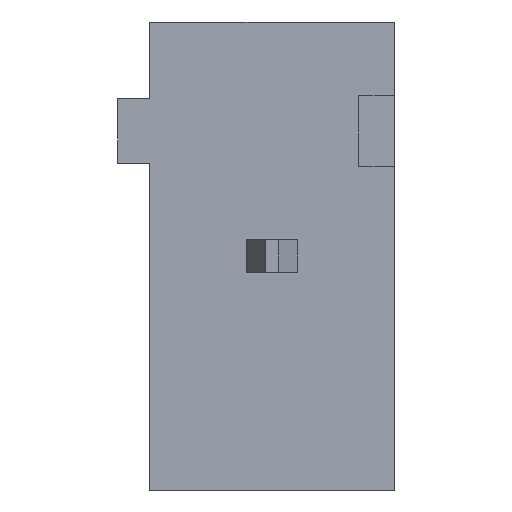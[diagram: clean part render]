
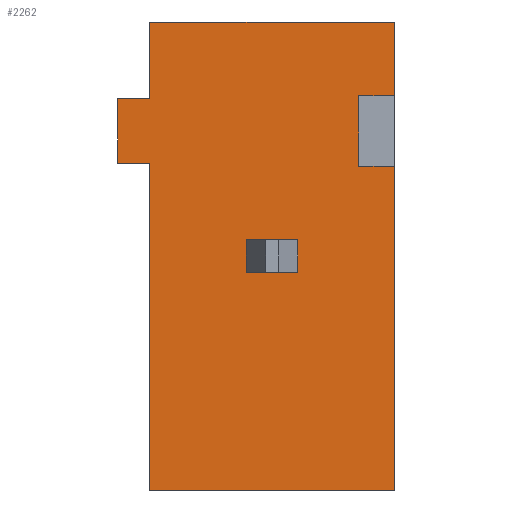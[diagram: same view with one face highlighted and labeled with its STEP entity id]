
A CAD part, front view. The second image highlights one B-rep face of the part: STEP entity #2262.
In plain terms, the highlighted planar face has unit normal (0, -1, 0).
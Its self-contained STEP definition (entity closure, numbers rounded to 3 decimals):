
#14 = CARTESIAN_POINT ( 'NONE',  ( 3.81, 0., -7.3 ) ) ;
#33 = EDGE_CURVE ( 'NONE', #1412, #2509, #923, .T. ) ;
#53 = LINE ( 'NONE', #1947, #2001 ) ;
#70 = CARTESIAN_POINT ( 'NONE',  ( 2.305, 0., -3.9 ) ) ;
#74 = ORIENTED_EDGE ( 'NONE', *, *, #263, .F. ) ;
#99 = ORIENTED_EDGE ( 'NONE', *, *, #2083, .F. ) ;
#134 = CARTESIAN_POINT ( 'NONE',  ( 0., 0., -2.2 ) ) ;
#159 = EDGE_CURVE ( 'NONE', #1598, #2420, #2036, .T. ) ;
#163 = EDGE_CURVE ( 'NONE', #1412, #356, #1420, .T. ) ;
#178 = VERTEX_POINT ( 'NONE', #1127 ) ;
#229 = CARTESIAN_POINT ( 'NONE',  ( 2.305, 0., -3.4 ) ) ;
#261 = VERTEX_POINT ( 'NONE', #1114 ) ;
#263 = EDGE_CURVE ( 'NONE', #1470, #1605, #53, .T. ) ;
#291 = CARTESIAN_POINT ( 'NONE',  ( 2.305, 0., -3.4 ) ) ;
#317 = DIRECTION ( 'NONE',  ( -1., 0., 0. ) ) ;
#346 = VECTOR ( 'NONE', #857, 1000. ) ;
#356 = VERTEX_POINT ( 'NONE', #556 ) ;
#363 = CARTESIAN_POINT ( 'NONE',  ( 3.81, 0., -1.15 ) ) ;
#370 = VECTOR ( 'NONE', #2331, 1000. ) ;
#371 = LINE ( 'NONE', #1043, #2188 ) ;
#447 = VECTOR ( 'NONE', #710, 1000. ) ;
#450 = CARTESIAN_POINT ( 'NONE',  ( 3.26, 0., -2.25 ) ) ;
#466 = AXIS2_PLACEMENT_3D ( 'NONE', #1718, #919, #1137 ) ;
#498 = DIRECTION ( 'NONE',  ( 0., 0., -1. ) ) ;
#514 = CARTESIAN_POINT ( 'NONE',  ( 0., 0., -7.3 ) ) ;
#556 = CARTESIAN_POINT ( 'NONE',  ( -0.5, 0., -1.2 ) ) ;
#628 = LINE ( 'NONE', #1222, #346 ) ;
#653 = EDGE_CURVE ( 'NONE', #1605, #261, #900, .T. ) ;
#700 = EDGE_CURVE ( 'NONE', #2423, #1219, #1083, .T. ) ;
#710 = DIRECTION ( 'NONE',  ( -1., 0., 0. ) ) ;
#736 = CARTESIAN_POINT ( 'NONE',  ( 3.81, 0., 0. ) ) ;
#764 = EDGE_CURVE ( 'NONE', #1282, #2499, #2149, .T. ) ;
#792 = VECTOR ( 'NONE', #831, 1000. ) ;
#814 = ORIENTED_EDGE ( 'NONE', *, *, #163, .F. ) ;
#828 = CARTESIAN_POINT ( 'NONE',  ( 2.305, 0., -3.4 ) ) ;
#831 = DIRECTION ( 'NONE',  ( 1., 0., 0. ) ) ;
#857 = DIRECTION ( 'NONE',  ( 0., 0., -1. ) ) ;
#883 = CARTESIAN_POINT ( 'NONE',  ( 0., 0., -7.3 ) ) ;
#900 = LINE ( 'NONE', #1549, #986 ) ;
#919 = DIRECTION ( 'NONE',  ( 0., 1., 0. ) ) ;
#923 = LINE ( 'NONE', #2428, #792 ) ;
#950 = EDGE_LOOP ( 'NONE', ( #1926, #2298, #1767, #2481 ) ) ;
#952 = VECTOR ( 'NONE', #1164, 1000. ) ;
#959 = CARTESIAN_POINT ( 'NONE',  ( 3.26, 0., -1.15 ) ) ;
#986 = VECTOR ( 'NONE', #317, 1000. ) ;
#1016 = CARTESIAN_POINT ( 'NONE',  ( 3.26, 0., -1.15 ) ) ;
#1024 = DIRECTION ( 'NONE',  ( 1., 0., 0. ) ) ;
#1025 = EDGE_CURVE ( 'NONE', #1440, #1282, #2189, .T. ) ;
#1027 = DIRECTION ( 'NONE',  ( -1., 0., 0. ) ) ;
#1043 = CARTESIAN_POINT ( 'NONE',  ( 1.505, 0., -3.4 ) ) ;
#1065 = FACE_OUTER_BOUND ( 'NONE', #1163, .T. ) ;
#1069 = CARTESIAN_POINT ( 'NONE',  ( -0.5, 0., -2.2 ) ) ;
#1083 = LINE ( 'NONE', #1016, #952 ) ;
#1097 = DIRECTION ( 'NONE',  ( 1., 0., 0. ) ) ;
#1107 = DIRECTION ( 'NONE',  ( 0., 0., -1. ) ) ;
#1114 = CARTESIAN_POINT ( 'NONE',  ( 0., 0., -7.3 ) ) ;
#1119 = EDGE_CURVE ( 'NONE', #1440, #178, #1973, .T. ) ;
#1125 = ORIENTED_EDGE ( 'NONE', *, *, #1312, .F. ) ;
#1127 = CARTESIAN_POINT ( 'NONE',  ( 1.505, 0., -3.4 ) ) ;
#1132 = ORIENTED_EDGE ( 'NONE', *, *, #33, .T. ) ;
#1137 = DIRECTION ( 'NONE',  ( 0., 0., 1. ) ) ;
#1145 = EDGE_CURVE ( 'NONE', #178, #2499, #371, .T. ) ;
#1163 = EDGE_LOOP ( 'NONE', ( #1943, #1828, #99, #1376, #1832, #2118, #814, #1132, #1766, #2208, #74, #1125 ) ) ;
#1164 = DIRECTION ( 'NONE',  ( 0., 0., -1. ) ) ;
#1219 = VERTEX_POINT ( 'NONE', #450 ) ;
#1222 = CARTESIAN_POINT ( 'NONE',  ( 3.81, 0., -7.3 ) ) ;
#1282 = VERTEX_POINT ( 'NONE', #70 ) ;
#1301 = DIRECTION ( 'NONE',  ( 1., 0., 0. ) ) ;
#1312 = EDGE_CURVE ( 'NONE', #1219, #1470, #1554, .T. ) ;
#1344 = CARTESIAN_POINT ( 'NONE',  ( 3.81, 0., 0. ) ) ;
#1376 = ORIENTED_EDGE ( 'NONE', *, *, #2310, .T. ) ;
#1406 = DIRECTION ( 'NONE',  ( 0., 0., -1. ) ) ;
#1412 = VERTEX_POINT ( 'NONE', #2319 ) ;
#1420 = LINE ( 'NONE', #1069, #370 ) ;
#1431 = LINE ( 'NONE', #736, #447 ) ;
#1440 = VERTEX_POINT ( 'NONE', #291 ) ;
#1470 = VERTEX_POINT ( 'NONE', #1762 ) ;
#1520 = VECTOR ( 'NONE', #1024, 1000. ) ;
#1549 = CARTESIAN_POINT ( 'NONE',  ( 3.81, 0., -7.3 ) ) ;
#1554 = LINE ( 'NONE', #2096, #2185 ) ;
#1567 = VERTEX_POINT ( 'NONE', #1344 ) ;
#1580 = VECTOR ( 'NONE', #1027, 1000. ) ;
#1588 = LINE ( 'NONE', #514, #2250 ) ;
#1598 = VERTEX_POINT ( 'NONE', #2196 ) ;
#1605 = VERTEX_POINT ( 'NONE', #14 ) ;
#1638 = EDGE_CURVE ( 'NONE', #2423, #1729, #1864, .T. ) ;
#1718 = CARTESIAN_POINT ( 'NONE',  ( 3.81, 0., -7.3 ) ) ;
#1729 = VERTEX_POINT ( 'NONE', #363 ) ;
#1762 = CARTESIAN_POINT ( 'NONE',  ( 3.81, 0., -2.25 ) ) ;
#1766 = ORIENTED_EDGE ( 'NONE', *, *, #2487, .T. ) ;
#1767 = ORIENTED_EDGE ( 'NONE', *, *, #764, .T. ) ;
#1813 = VECTOR ( 'NONE', #1406, 1000. ) ;
#1828 = ORIENTED_EDGE ( 'NONE', *, *, #1638, .T. ) ;
#1829 = DIRECTION ( 'NONE',  ( 0., 0., -1. ) ) ;
#1832 = ORIENTED_EDGE ( 'NONE', *, *, #159, .T. ) ;
#1844 = VECTOR ( 'NONE', #1301, 1000. ) ;
#1864 = LINE ( 'NONE', #2409, #1520 ) ;
#1922 = CARTESIAN_POINT ( 'NONE',  ( -0.5, 0., -1.2 ) ) ;
#1925 = CARTESIAN_POINT ( 'NONE',  ( 1.505, 0., -3.9 ) ) ;
#1926 = ORIENTED_EDGE ( 'NONE', *, *, #1119, .F. ) ;
#1943 = ORIENTED_EDGE ( 'NONE', *, *, #700, .F. ) ;
#1945 = FACE_BOUND ( 'NONE', #950, .T. ) ;
#1947 = CARTESIAN_POINT ( 'NONE',  ( 3.81, 0., -7.3 ) ) ;
#1973 = LINE ( 'NONE', #229, #1580 ) ;
#2001 = VECTOR ( 'NONE', #2512, 1000. ) ;
#2036 = LINE ( 'NONE', #883, #2157 ) ;
#2083 = EDGE_CURVE ( 'NONE', #1567, #1729, #628, .T. ) ;
#2090 = VECTOR ( 'NONE', #2205, 1000. ) ;
#2096 = CARTESIAN_POINT ( 'NONE',  ( 3.26, 0., -2.25 ) ) ;
#2118 = ORIENTED_EDGE ( 'NONE', *, *, #2278, .F. ) ;
#2149 = LINE ( 'NONE', #2312, #2090 ) ;
#2157 = VECTOR ( 'NONE', #1107, 1000. ) ;
#2167 = CARTESIAN_POINT ( 'NONE',  ( 0., 0., -1.2 ) ) ;
#2185 = VECTOR ( 'NONE', #1097, 1000. ) ;
#2188 = VECTOR ( 'NONE', #1829, 1000. ) ;
#2189 = LINE ( 'NONE', #828, #1813 ) ;
#2192 = LINE ( 'NONE', #1922, #1844 ) ;
#2196 = CARTESIAN_POINT ( 'NONE',  ( 0., 0., 0. ) ) ;
#2205 = DIRECTION ( 'NONE',  ( -1., 0., 0. ) ) ;
#2208 = ORIENTED_EDGE ( 'NONE', *, *, #653, .F. ) ;
#2250 = VECTOR ( 'NONE', #498, 1000. ) ;
#2262 = ADVANCED_FACE ( 'NONE', ( #1945, #1065 ), #2287, .F. ) ;
#2278 = EDGE_CURVE ( 'NONE', #356, #2420, #2192, .T. ) ;
#2287 = PLANE ( 'NONE',  #466 ) ;
#2298 = ORIENTED_EDGE ( 'NONE', *, *, #1025, .T. ) ;
#2310 = EDGE_CURVE ( 'NONE', #1567, #1598, #1431, .T. ) ;
#2312 = CARTESIAN_POINT ( 'NONE',  ( 2.305, 0., -3.9 ) ) ;
#2319 = CARTESIAN_POINT ( 'NONE',  ( -0.5, 0., -2.2 ) ) ;
#2331 = DIRECTION ( 'NONE',  ( 0., 0., 1. ) ) ;
#2409 = CARTESIAN_POINT ( 'NONE',  ( 3.26, 0., -1.15 ) ) ;
#2420 = VERTEX_POINT ( 'NONE', #2167 ) ;
#2423 = VERTEX_POINT ( 'NONE', #959 ) ;
#2428 = CARTESIAN_POINT ( 'NONE',  ( -0.5, 0., -2.2 ) ) ;
#2481 = ORIENTED_EDGE ( 'NONE', *, *, #1145, .F. ) ;
#2487 = EDGE_CURVE ( 'NONE', #2509, #261, #1588, .T. ) ;
#2499 = VERTEX_POINT ( 'NONE', #1925 ) ;
#2509 = VERTEX_POINT ( 'NONE', #134 ) ;
#2512 = DIRECTION ( 'NONE',  ( 0., 0., -1. ) ) ;
